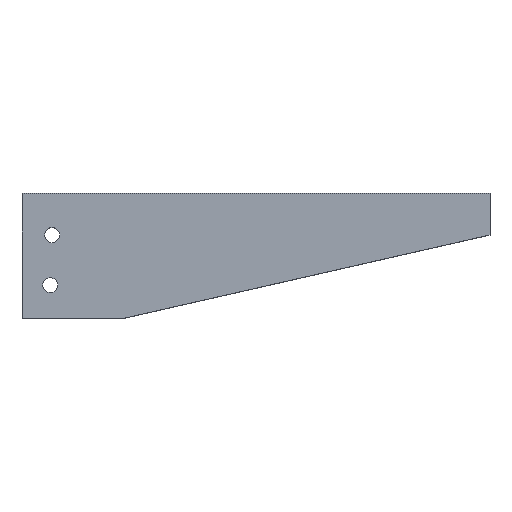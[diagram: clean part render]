
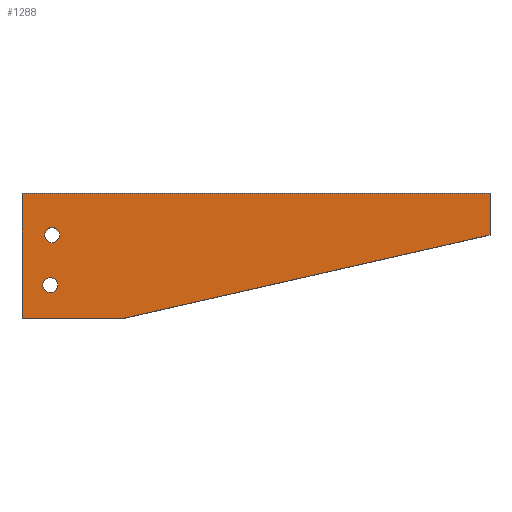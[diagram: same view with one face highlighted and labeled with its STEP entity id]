
A CAD part, top view. The second image highlights one B-rep face of the part: STEP entity #1288.
In plain terms, the highlighted planar face has unit normal (0, 0, 1).
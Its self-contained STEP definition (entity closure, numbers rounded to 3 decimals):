
#8 = VERTEX_POINT ( 'NONE', #1245 ) ;
#22 = DIRECTION ( 'NONE',  ( 0., 0., 1. ) ) ;
#33 = EDGE_LOOP ( 'NONE', ( #1482, #955, #385, #1255, #1524, #1461, #360 ) ) ;
#40 = CIRCLE ( 'NONE', #1133, 4.5 ) ;
#147 = CARTESIAN_POINT ( 'NONE',  ( 0., 0., 25. ) ) ;
#161 = DIRECTION ( 'NONE',  ( -1., 0., 0. ) ) ;
#166 = LINE ( 'NONE', #859, #842 ) ;
#178 = EDGE_CURVE ( 'NONE', #520, #625, #1218, .T. ) ;
#244 = DIRECTION ( 'NONE',  ( 0., 1., 0. ) ) ;
#248 = EDGE_CURVE ( 'NONE', #8, #8, #40, .T. ) ;
#258 = CARTESIAN_POINT ( 'NONE',  ( 265., -73.5, 25. ) ) ;
#269 = CARTESIAN_POINT ( 'NONE',  ( 280., -23.5, 25. ) ) ;
#284 = DIRECTION ( 'NONE',  ( 0., 1., 0. ) ) ;
#286 = DIRECTION ( 'NONE',  ( 0.975, 0.222, 0. ) ) ;
#329 = DIRECTION ( 'NONE',  ( 0., -1., 0. ) ) ;
#360 = ORIENTED_EDGE ( 'NONE', *, *, #1362, .F. ) ;
#364 = CARTESIAN_POINT ( 'NONE',  ( 280., 1.5, 25. ) ) ;
#385 = ORIENTED_EDGE ( 'NONE', *, *, #178, .T. ) ;
#418 = CARTESIAN_POINT ( 'NONE',  ( 280., 1.5, 25. ) ) ;
#434 = AXIS2_PLACEMENT_3D ( 'NONE', #851, #22, #989 ) ;
#456 = FACE_BOUND ( 'NONE', #721, .T. ) ;
#464 = ORIENTED_EDGE ( 'NONE', *, *, #248, .F. ) ;
#504 = LINE ( 'NONE', #1694, #1232 ) ;
#506 = VERTEX_POINT ( 'NONE', #1405 ) ;
#520 = VERTEX_POINT ( 'NONE', #610 ) ;
#544 = VECTOR ( 'NONE', #1214, 1000. ) ;
#551 = DIRECTION ( 'NONE',  ( 0., 1., 0. ) ) ;
#585 = AXIS2_PLACEMENT_3D ( 'NONE', #1227, #810, #551 ) ;
#599 = CARTESIAN_POINT ( 'NONE',  ( 0., -11.527, 25. ) ) ;
#610 = CARTESIAN_POINT ( 'NONE',  ( 60., -73.5, 25. ) ) ;
#624 = VERTEX_POINT ( 'NONE', #1087 ) ;
#625 = VERTEX_POINT ( 'NONE', #269 ) ;
#635 = VERTEX_POINT ( 'NONE', #1725 ) ;
#680 = VECTOR ( 'NONE', #284, 1000. ) ;
#713 = EDGE_CURVE ( 'NONE', #1347, #1347, #1619, .T. ) ;
#721 = EDGE_LOOP ( 'NONE', ( #464 ) ) ;
#747 = EDGE_CURVE ( 'NONE', #625, #506, #166, .T. ) ;
#781 = VERTEX_POINT ( 'NONE', #364 ) ;
#810 = DIRECTION ( 'NONE',  ( 0., 0., -1. ) ) ;
#842 = VECTOR ( 'NONE', #994, 1000. ) ;
#851 = CARTESIAN_POINT ( 'NONE',  ( 16.953, -53.482, 25. ) ) ;
#859 = CARTESIAN_POINT ( 'NONE',  ( 280., -11.527, 25. ) ) ;
#867 = EDGE_CURVE ( 'NONE', #506, #781, #504, .T. ) ;
#921 = VECTOR ( 'NONE', #161, 1000. ) ;
#922 = EDGE_CURVE ( 'NONE', #624, #635, #1438, .T. ) ;
#945 = LINE ( 'NONE', #258, #544 ) ;
#955 = ORIENTED_EDGE ( 'NONE', *, *, #1183, .T. ) ;
#989 = DIRECTION ( 'NONE',  ( 1., 0., 0. ) ) ;
#994 = DIRECTION ( 'NONE',  ( 0., 1., 0. ) ) ;
#1050 = ORIENTED_EDGE ( 'NONE', *, *, #713, .F. ) ;
#1054 = LINE ( 'NONE', #147, #680 ) ;
#1062 = VECTOR ( 'NONE', #329, 1000. ) ;
#1068 = DIRECTION ( 'NONE',  ( 0., 0., 1. ) ) ;
#1087 = CARTESIAN_POINT ( 'NONE',  ( 0., 0., 25. ) ) ;
#1133 = AXIS2_PLACEMENT_3D ( 'NONE', #1719, #1068, #1609 ) ;
#1180 = FACE_BOUND ( 'NONE', #1565, .T. ) ;
#1183 = EDGE_CURVE ( 'NONE', #635, #520, #945, .T. ) ;
#1214 = DIRECTION ( 'NONE',  ( 1., 0., 0. ) ) ;
#1218 = LINE ( 'NONE', #1475, #1516 ) ;
#1227 = CARTESIAN_POINT ( 'NONE',  ( 265., -11.527, 25. ) ) ;
#1232 = VECTOR ( 'NONE', #244, 1000. ) ;
#1245 = CARTESIAN_POINT ( 'NONE',  ( 22.5, -23.5, 25. ) ) ;
#1255 = ORIENTED_EDGE ( 'NONE', *, *, #747, .T. ) ;
#1288 = ADVANCED_FACE ( 'NONE', ( #1180, #456, #1470 ), #1339, .F. ) ;
#1290 = VERTEX_POINT ( 'NONE', #1724 ) ;
#1339 = PLANE ( 'NONE',  #585 ) ;
#1347 = VERTEX_POINT ( 'NONE', #1491 ) ;
#1362 = EDGE_CURVE ( 'NONE', #624, #1290, #1054, .T. ) ;
#1405 = CARTESIAN_POINT ( 'NONE',  ( 280., 0., 25. ) ) ;
#1438 = LINE ( 'NONE', #599, #1062 ) ;
#1461 = ORIENTED_EDGE ( 'NONE', *, *, #1504, .T. ) ;
#1470 = FACE_OUTER_BOUND ( 'NONE', #33, .T. ) ;
#1475 = CARTESIAN_POINT ( 'NONE',  ( 268.324, -26.154, 25. ) ) ;
#1482 = ORIENTED_EDGE ( 'NONE', *, *, #922, .T. ) ;
#1491 = CARTESIAN_POINT ( 'NONE',  ( 21.453, -53.482, 25. ) ) ;
#1504 = EDGE_CURVE ( 'NONE', #781, #1290, #1612, .T. ) ;
#1516 = VECTOR ( 'NONE', #286, 1000. ) ;
#1524 = ORIENTED_EDGE ( 'NONE', *, *, #867, .T. ) ;
#1565 = EDGE_LOOP ( 'NONE', ( #1050 ) ) ;
#1609 = DIRECTION ( 'NONE',  ( 1., 0., 0. ) ) ;
#1612 = LINE ( 'NONE', #418, #921 ) ;
#1619 = CIRCLE ( 'NONE', #434, 4.5 ) ;
#1694 = CARTESIAN_POINT ( 'NONE',  ( 280., 0., 25. ) ) ;
#1719 = CARTESIAN_POINT ( 'NONE',  ( 18., -23.5, 25. ) ) ;
#1724 = CARTESIAN_POINT ( 'NONE',  ( 0., 1.5, 25. ) ) ;
#1725 = CARTESIAN_POINT ( 'NONE',  ( 0., -73.5, 25. ) ) ;
